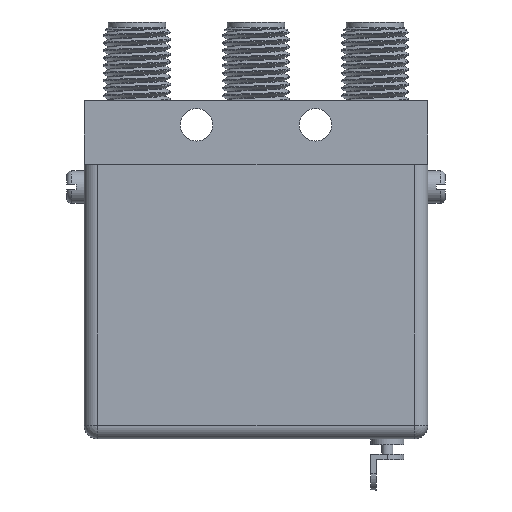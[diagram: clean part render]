
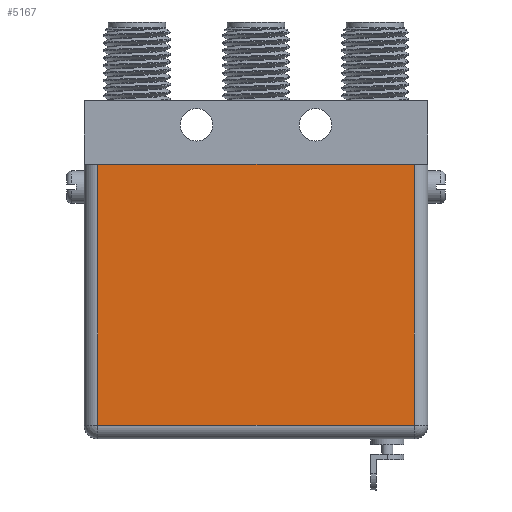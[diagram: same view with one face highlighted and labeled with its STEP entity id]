
A CAD part, front view. The second image highlights one B-rep face of the part: STEP entity #5167.
In plain terms, the highlighted planar face has unit normal (0, -1, 0).
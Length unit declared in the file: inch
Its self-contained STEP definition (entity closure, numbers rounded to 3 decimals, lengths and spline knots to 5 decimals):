
#1189 = VERTEX_POINT ( 'NONE', #7472 ) ;
#1360 = VECTOR ( 'NONE', #4648, 39.37008 ) ;
#1516 = LINE ( 'NONE', #9340, #4798 ) ;
#1679 = VERTEX_POINT ( 'NONE', #4033 ) ;
#1852 = VECTOR ( 'NONE', #6604, 39.37008 ) ;
#2793 = EDGE_CURVE ( 'NONE', #1679, #1189, #3236, .T. ) ;
#2978 = ORIENTED_EDGE ( 'NONE', *, *, #8519, .T. ) ;
#3154 = DIRECTION ( 'NONE',  ( 0., 0., -1. ) ) ;
#3236 = LINE ( 'NONE', #10313, #4310 ) ;
#4010 = CARTESIAN_POINT ( 'NONE',  ( 0.585, -0.25, -3.86488 ) ) ;
#4033 = CARTESIAN_POINT ( 'NONE',  ( -0.585, -0.25, -1.2 ) ) ;
#4127 = DIRECTION ( 'NONE',  ( 1., 0., 0. ) ) ;
#4310 = VECTOR ( 'NONE', #8721, 39.37008 ) ;
#4648 = DIRECTION ( 'NONE',  ( 1., 0., 0. ) ) ;
#4746 = CARTESIAN_POINT ( 'NONE',  ( -0.635, -0.25, -0.23622 ) ) ;
#4798 = VECTOR ( 'NONE', #4127, 39.37008 ) ;
#4864 = PLANE ( 'NONE',  #6010 ) ;
#5167 = ADVANCED_FACE ( 'NONE', ( #6739 ), #4864, .T. ) ;
#5620 = ORIENTED_EDGE ( 'NONE', *, *, #9362, .F. ) ;
#5658 = LINE ( 'NONE', #4010, #1852 ) ;
#5714 = CARTESIAN_POINT ( 'NONE',  ( 0.585, -0.25, -1.2 ) ) ;
#6010 = AXIS2_PLACEMENT_3D ( 'NONE', #4746, #10849, #3154 ) ;
#6017 = LINE ( 'NONE', #8916, #1360 ) ;
#6604 = DIRECTION ( 'NONE',  ( 0., 0., 1. ) ) ;
#6739 = FACE_OUTER_BOUND ( 'NONE', #8809, .T. ) ;
#6925 = ORIENTED_EDGE ( 'NONE', *, *, #2793, .F. ) ;
#7472 = CARTESIAN_POINT ( 'NONE',  ( -0.585, -0.25, -0.23622 ) ) ;
#8519 = EDGE_CURVE ( 'NONE', #1679, #10885, #1516, .T. ) ;
#8721 = DIRECTION ( 'NONE',  ( 0., 0., 1. ) ) ;
#8809 = EDGE_LOOP ( 'NONE', ( #6925, #2978, #8811, #5620 ) ) ;
#8811 = ORIENTED_EDGE ( 'NONE', *, *, #9780, .T. ) ;
#8916 = CARTESIAN_POINT ( 'NONE',  ( -0.635, -0.25, -0.23622 ) ) ;
#9340 = CARTESIAN_POINT ( 'NONE',  ( -0.635, -0.25, -1.2 ) ) ;
#9362 = EDGE_CURVE ( 'NONE', #1189, #9866, #6017, .T. ) ;
#9780 = EDGE_CURVE ( 'NONE', #10885, #9866, #5658, .T. ) ;
#9866 = VERTEX_POINT ( 'NONE', #11161 ) ;
#10313 = CARTESIAN_POINT ( 'NONE',  ( -0.585, -0.25, -3.86488 ) ) ;
#10849 = DIRECTION ( 'NONE',  ( 0., -1., 0. ) ) ;
#10885 = VERTEX_POINT ( 'NONE', #5714 ) ;
#11161 = CARTESIAN_POINT ( 'NONE',  ( 0.585, -0.25, -0.23622 ) ) ;
